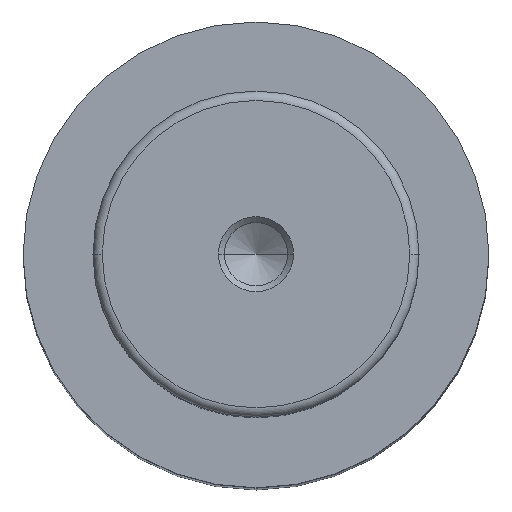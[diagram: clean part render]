
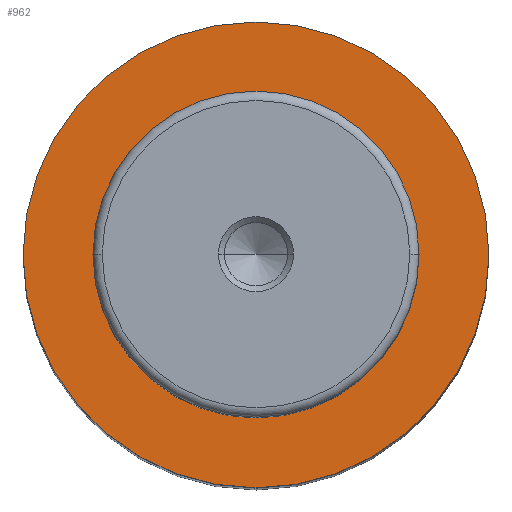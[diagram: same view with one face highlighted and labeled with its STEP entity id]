
A CAD part, top view. The second image highlights one B-rep face of the part: STEP entity #962.
In plain terms, the highlighted planar face has unit normal (0, 0, 1).
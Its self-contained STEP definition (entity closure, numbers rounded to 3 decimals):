
#5 = CARTESIAN_POINT ( 'NONE',  ( -17.5, 0., 132. ) ) ;
#29 = CARTESIAN_POINT ( 'NONE',  ( -25., 0., 132. ) ) ;
#47 = EDGE_LOOP ( 'NONE', ( #482, #1064 ) ) ;
#60 = AXIS2_PLACEMENT_3D ( 'NONE', #132, #215, #583 ) ;
#97 = CARTESIAN_POINT ( 'NONE',  ( 17.5, 0., 132. ) ) ;
#121 = VERTEX_POINT ( 'NONE', #816 ) ;
#124 = VERTEX_POINT ( 'NONE', #5 ) ;
#126 = AXIS2_PLACEMENT_3D ( 'NONE', #822, #1076, #194 ) ;
#132 = CARTESIAN_POINT ( 'NONE',  ( 0., 0., 132. ) ) ;
#151 = DIRECTION ( 'NONE',  ( -1., 0., 0. ) ) ;
#152 = CARTESIAN_POINT ( 'NONE',  ( 0., 0., 132. ) ) ;
#171 = VERTEX_POINT ( 'NONE', #97 ) ;
#179 = EDGE_LOOP ( 'NONE', ( #513, #781 ) ) ;
#187 = CIRCLE ( 'NONE', #60, 25. ) ;
#194 = DIRECTION ( 'NONE',  ( -1., 0., 0. ) ) ;
#215 = DIRECTION ( 'NONE',  ( 0., 0., -1. ) ) ;
#290 = CIRCLE ( 'NONE', #587, 17.5 ) ;
#336 = VERTEX_POINT ( 'NONE', #29 ) ;
#342 = DIRECTION ( 'NONE',  ( 0., 0., -1. ) ) ;
#344 = EDGE_CURVE ( 'NONE', #124, #171, #290, .T. ) ;
#429 = CIRCLE ( 'NONE', #939, 17.5 ) ;
#445 = CIRCLE ( 'NONE', #126, 25. ) ;
#482 = ORIENTED_EDGE ( 'NONE', *, *, #585, .F. ) ;
#513 = ORIENTED_EDGE ( 'NONE', *, *, #344, .T. ) ;
#519 = DIRECTION ( 'NONE',  ( 0., 0., 1. ) ) ;
#526 = DIRECTION ( 'NONE',  ( -1., 0., 0. ) ) ;
#583 = DIRECTION ( 'NONE',  ( -1., 0., 0. ) ) ;
#585 = EDGE_CURVE ( 'NONE', #336, #121, #187, .T. ) ;
#587 = AXIS2_PLACEMENT_3D ( 'NONE', #601, #799, #151 ) ;
#601 = CARTESIAN_POINT ( 'NONE',  ( 0., 0., 132. ) ) ;
#692 = EDGE_CURVE ( 'NONE', #121, #336, #445, .T. ) ;
#781 = ORIENTED_EDGE ( 'NONE', *, *, #1020, .T. ) ;
#799 = DIRECTION ( 'NONE',  ( 0., 0., -1. ) ) ;
#816 = CARTESIAN_POINT ( 'NONE',  ( 25., 0., 132. ) ) ;
#822 = CARTESIAN_POINT ( 'NONE',  ( 0., 0., 132. ) ) ;
#874 = FACE_OUTER_BOUND ( 'NONE', #47, .T. ) ;
#879 = AXIS2_PLACEMENT_3D ( 'NONE', #1055, #519, #1168 ) ;
#939 = AXIS2_PLACEMENT_3D ( 'NONE', #152, #342, #526 ) ;
#962 = ADVANCED_FACE ( 'NONE', ( #1088, #874 ), #1065, .T. ) ;
#1020 = EDGE_CURVE ( 'NONE', #171, #124, #429, .T. ) ;
#1055 = CARTESIAN_POINT ( 'NONE',  ( -17.5, 0., 132. ) ) ;
#1064 = ORIENTED_EDGE ( 'NONE', *, *, #692, .F. ) ;
#1065 = PLANE ( 'NONE',  #879 ) ;
#1076 = DIRECTION ( 'NONE',  ( 0., 0., -1. ) ) ;
#1088 = FACE_BOUND ( 'NONE', #179, .T. ) ;
#1168 = DIRECTION ( 'NONE',  ( 1., 0., 0. ) ) ;
